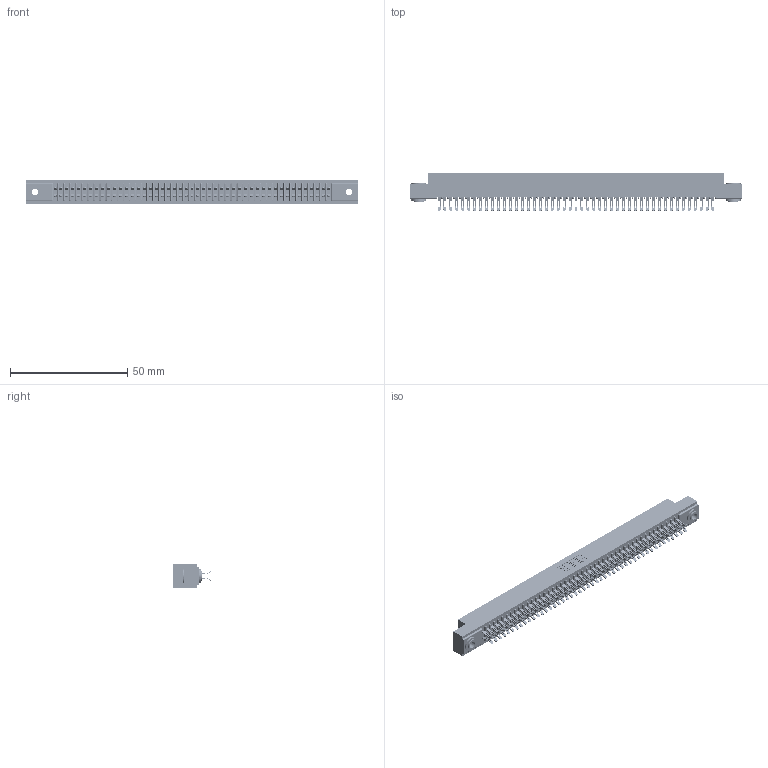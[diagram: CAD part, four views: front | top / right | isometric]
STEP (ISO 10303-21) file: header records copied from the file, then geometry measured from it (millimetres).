
FILE_DESCRIPTION (( 'STEP AP203' ), '1' );
FILE_NAME ('391-094-555-203.STEP', '2018-08-09T18:18:24', ( '' ), ( '' ), 'SwSTEP 2.0', 'SolidWorks 2016', '' );
FILE_SCHEMA (( 'CONFIG_CONTROL_DESIGN' ));
Length unit declared in the file: inch
Products named in the file (4): 341 Part_.156 (3.96) Dia Mounting Holes; 341-292-001_341-292-155; 345-250-002_345-250-002-102; 391-094-555-203
Assembly tree (97 placements, depth 2):
  391-094-555-203
    341 Part_.156 (3.96) Dia Mounting Holes
    341-292-001_341-292-155  x94
    345-250-002_345-250-002-102  x2
Bounding box: 141.6 x 16.31 x 10.16 mm (x, y, z)
Volume: 10582 mm3; surface area: 19953.7 mm2
Topology: 97 solids, 97 shells, 7500 faces, 22377 edges, 14566 vertices
Faces by surface type: plane 4040, cylinder 3264, sphere 96, torus 92, cone 8
Entity records: 57749 total; most frequent: CARTESIAN_POINT 9596, ORIENTED_EDGE 9518, DIRECTION 9315, EDGE_CURVE 4759, LINE 3825, VECTOR 3825, VERTEX_POINT 3010, AXIS2_PLACEMENT_3D 2745
